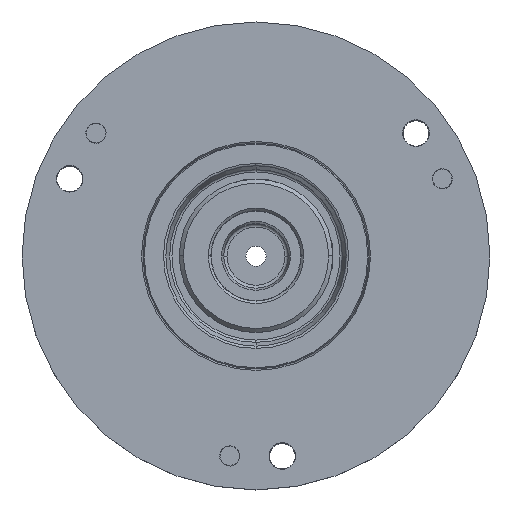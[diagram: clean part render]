
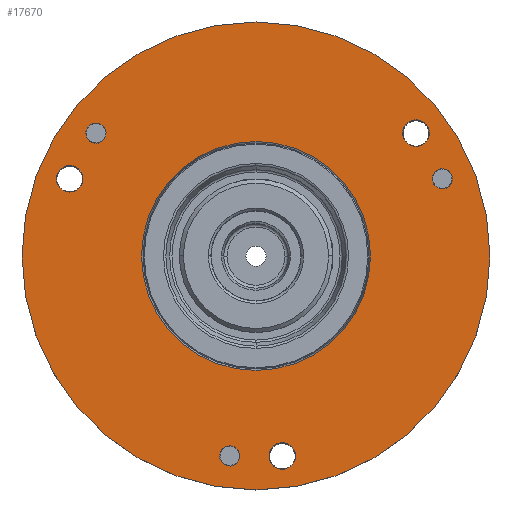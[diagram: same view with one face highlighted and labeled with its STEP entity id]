
A CAD part, top view. The second image highlights one B-rep face of the part: STEP entity #17670.
In plain terms, the highlighted planar face has unit normal (0, 0, 1).
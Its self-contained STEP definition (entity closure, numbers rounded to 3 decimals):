
#152=CARTESIAN_POINT('',(0.,0.,18.));
#153=DIRECTION('',(0.,0.,1.));
#154=DIRECTION('',(1.,0.,0.));
#155=AXIS2_PLACEMENT_3D('',#152,#153,#154);
#157=CARTESIAN_POINT('',(0.,0.,18.));
#158=DIRECTION('',(0.,0.,1.));
#159=DIRECTION('',(-1.,0.,0.));
#160=AXIS2_PLACEMENT_3D('',#157,#158,#159);
#162=CARTESIAN_POINT('',(-19.834,15.219,18.));
#163=DIRECTION('',(0.,0.,-1.));
#164=DIRECTION('',(-0.793,0.609,0.));
#165=AXIS2_PLACEMENT_3D('',#162,#163,#164);
#167=CARTESIAN_POINT('',(-19.834,15.219,18.));
#168=DIRECTION('',(0.,0.,-1.));
#169=DIRECTION('',(0.793,-0.609,0.));
#170=AXIS2_PLACEMENT_3D('',#167,#168,#169);
#172=CARTESIAN_POINT('',(-3.263,-24.786,18.));
#173=DIRECTION('',(0.,0.,-1.));
#174=DIRECTION('',(-0.131,-0.991,0.));
#175=AXIS2_PLACEMENT_3D('',#172,#173,#174);
#177=CARTESIAN_POINT('',(-3.263,-24.786,18.));
#178=DIRECTION('',(0.,0.,-1.));
#179=DIRECTION('',(0.131,0.991,0.));
#180=AXIS2_PLACEMENT_3D('',#177,#178,#179);
#182=CARTESIAN_POINT('',(23.097,9.567,18.));
#183=DIRECTION('',(0.,0.,-1.));
#184=DIRECTION('',(0.924,0.383,0.));
#185=AXIS2_PLACEMENT_3D('',#182,#183,#184);
#187=CARTESIAN_POINT('',(23.097,9.567,18.));
#188=DIRECTION('',(0.,0.,-1.));
#189=DIRECTION('',(-0.924,-0.383,0.));
#190=AXIS2_PLACEMENT_3D('',#187,#188,#189);
#192=CARTESIAN_POINT('',(3.263,-24.786,18.));
#193=DIRECTION('',(0.,0.,1.));
#194=DIRECTION('',(0.,-1.,0.));
#195=AXIS2_PLACEMENT_3D('',#192,#193,#194);
#197=CARTESIAN_POINT('',(3.263,-24.786,18.));
#198=DIRECTION('',(0.,0.,1.));
#199=DIRECTION('',(0.,1.,0.));
#200=AXIS2_PLACEMENT_3D('',#197,#198,#199);
#202=CARTESIAN_POINT('',(19.834,15.219,18.));
#203=DIRECTION('',(0.,0.,1.));
#204=DIRECTION('',(0.,-1.,0.));
#205=AXIS2_PLACEMENT_3D('',#202,#203,#204);
#207=CARTESIAN_POINT('',(19.834,15.219,18.));
#208=DIRECTION('',(0.,0.,1.));
#209=DIRECTION('',(0.,1.,0.));
#210=AXIS2_PLACEMENT_3D('',#207,#208,#209);
#212=CARTESIAN_POINT('',(-23.097,9.567,18.));
#213=DIRECTION('',(0.,0.,1.));
#214=DIRECTION('',(0.,-1.,0.));
#215=AXIS2_PLACEMENT_3D('',#212,#213,#214);
#217=CARTESIAN_POINT('',(-23.097,9.567,18.));
#218=DIRECTION('',(0.,0.,1.));
#219=DIRECTION('',(0.,1.,0.));
#220=AXIS2_PLACEMENT_3D('',#217,#218,#219);
#222=CARTESIAN_POINT('',(0.,0.,18.));
#223=DIRECTION('',(0.,0.,-1.));
#224=DIRECTION('',(-1.,0.,0.));
#225=AXIS2_PLACEMENT_3D('',#222,#223,#224);
#240=CARTESIAN_POINT('',(0.,0.,18.));
#241=DIRECTION('',(0.,0.,-1.));
#242=DIRECTION('',(1.,0.,0.));
#243=AXIS2_PLACEMENT_3D('',#240,#241,#242);
#14289=CARTESIAN_POINT('',(29.,0.,18.));
#14290=CARTESIAN_POINT('',(-29.,0.,18.));
#14291=VERTEX_POINT('',#14289);
#14292=VERTEX_POINT('',#14290);
#14377=CARTESIAN_POINT('',(-20.826,15.98,18.));
#14378=CARTESIAN_POINT('',(-18.842,14.458,18.));
#14379=VERTEX_POINT('',#14377);
#14380=VERTEX_POINT('',#14378);
#14381=CARTESIAN_POINT('',(-3.426,-26.025,18.));
#14382=CARTESIAN_POINT('',(-3.1,-23.547,18.));
#14383=VERTEX_POINT('',#14381);
#14384=VERTEX_POINT('',#14382);
#14385=CARTESIAN_POINT('',(24.252,10.045,18.));
#14386=CARTESIAN_POINT('',(21.942,9.089,18.));
#14387=VERTEX_POINT('',#14385);
#14388=VERTEX_POINT('',#14386);
#14487=CARTESIAN_POINT('',(14.188,0.,18.));
#14488=CARTESIAN_POINT('',(-14.188,0.,18.));
#14489=VERTEX_POINT('',#14487);
#14490=VERTEX_POINT('',#14488);
#14675=CARTESIAN_POINT('',(3.263,-26.436,18.));
#14676=CARTESIAN_POINT('',(3.263,-23.136,18.));
#14677=VERTEX_POINT('',#14675);
#14678=VERTEX_POINT('',#14676);
#14683=CARTESIAN_POINT('',(19.834,13.569,18.));
#14684=CARTESIAN_POINT('',(19.834,16.869,18.));
#14685=VERTEX_POINT('',#14683);
#14686=VERTEX_POINT('',#14684);
#14691=CARTESIAN_POINT('',(-23.097,7.917,18.));
#14692=CARTESIAN_POINT('',(-23.097,11.217,18.));
#14693=VERTEX_POINT('',#14691);
#14694=VERTEX_POINT('',#14692);
#17619=CARTESIAN_POINT('',(0.,0.,18.));
#17620=DIRECTION('',(0.,0.,1.));
#17621=DIRECTION('',(1.,0.,0.));
#17622=AXIS2_PLACEMENT_3D('',#17619,#17620,#17621);
#17623=PLANE('',#17622);
#17624=ORIENTED_EDGE('',*,*,#17599,.F.);
#17625=ORIENTED_EDGE('',*,*,#17613,.F.);
#17626=EDGE_LOOP('',(#17624,#17625));
#17627=FACE_OUTER_BOUND('',#17626,.F.);
#17629=ORIENTED_EDGE('',*,*,#17628,.F.);
#17631=ORIENTED_EDGE('',*,*,#17630,.F.);
#17632=EDGE_LOOP('',(#17629,#17631));
#17633=FACE_BOUND('',#17632,.F.);
#17635=ORIENTED_EDGE('',*,*,#17634,.F.);
#17637=ORIENTED_EDGE('',*,*,#17636,.F.);
#17638=EDGE_LOOP('',(#17635,#17637));
#17639=FACE_BOUND('',#17638,.F.);
#17641=ORIENTED_EDGE('',*,*,#17640,.F.);
#17643=ORIENTED_EDGE('',*,*,#17642,.F.);
#17644=EDGE_LOOP('',(#17641,#17643));
#17645=FACE_BOUND('',#17644,.F.);
#17647=ORIENTED_EDGE('',*,*,#17646,.F.);
#17649=ORIENTED_EDGE('',*,*,#17648,.F.);
#17650=EDGE_LOOP('',(#17647,#17649));
#17651=FACE_BOUND('',#17650,.F.);
#17653=ORIENTED_EDGE('',*,*,#17652,.T.);
#17655=ORIENTED_EDGE('',*,*,#17654,.T.);
#17656=EDGE_LOOP('',(#17653,#17655));
#17657=FACE_BOUND('',#17656,.F.);
#17659=ORIENTED_EDGE('',*,*,#17658,.T.);
#17661=ORIENTED_EDGE('',*,*,#17660,.T.);
#17662=EDGE_LOOP('',(#17659,#17661));
#17663=FACE_BOUND('',#17662,.F.);
#17665=ORIENTED_EDGE('',*,*,#17664,.T.);
#17667=ORIENTED_EDGE('',*,*,#17666,.T.);
#17668=EDGE_LOOP('',(#17665,#17667));
#17669=FACE_BOUND('',#17668,.F.);
#156=CIRCLE('',#155,29.);
#161=CIRCLE('',#160,29.);
#166=CIRCLE('',#165,1.25);
#171=CIRCLE('',#170,1.25);
#176=CIRCLE('',#175,1.25);
#181=CIRCLE('',#180,1.25);
#186=CIRCLE('',#185,1.25);
#191=CIRCLE('',#190,1.25);
#196=CIRCLE('',#195,1.65);
#201=CIRCLE('',#200,1.65);
#206=CIRCLE('',#205,1.65);
#211=CIRCLE('',#210,1.65);
#216=CIRCLE('',#215,1.65);
#221=CIRCLE('',#220,1.65);
#226=CIRCLE('',#225,14.188);
#244=CIRCLE('',#243,14.188);
#17599=EDGE_CURVE('',#14291,#14292,#156,.T.);
#17613=EDGE_CURVE('',#14292,#14291,#161,.T.);
#17628=EDGE_CURVE('',#14490,#14489,#226,.T.);
#17630=EDGE_CURVE('',#14489,#14490,#244,.T.);
#17634=EDGE_CURVE('',#14379,#14380,#166,.T.);
#17636=EDGE_CURVE('',#14380,#14379,#171,.T.);
#17640=EDGE_CURVE('',#14383,#14384,#176,.T.);
#17642=EDGE_CURVE('',#14384,#14383,#181,.T.);
#17646=EDGE_CURVE('',#14387,#14388,#186,.T.);
#17648=EDGE_CURVE('',#14388,#14387,#191,.T.);
#17652=EDGE_CURVE('',#14677,#14678,#196,.T.);
#17654=EDGE_CURVE('',#14678,#14677,#201,.T.);
#17658=EDGE_CURVE('',#14685,#14686,#206,.T.);
#17660=EDGE_CURVE('',#14686,#14685,#211,.T.);
#17664=EDGE_CURVE('',#14693,#14694,#216,.T.);
#17666=EDGE_CURVE('',#14694,#14693,#221,.T.);
#17670=ADVANCED_FACE('',(#17627,#17633,#17639,#17645,#17651,#17657,#17663,
#17669),#17623,.T.);
